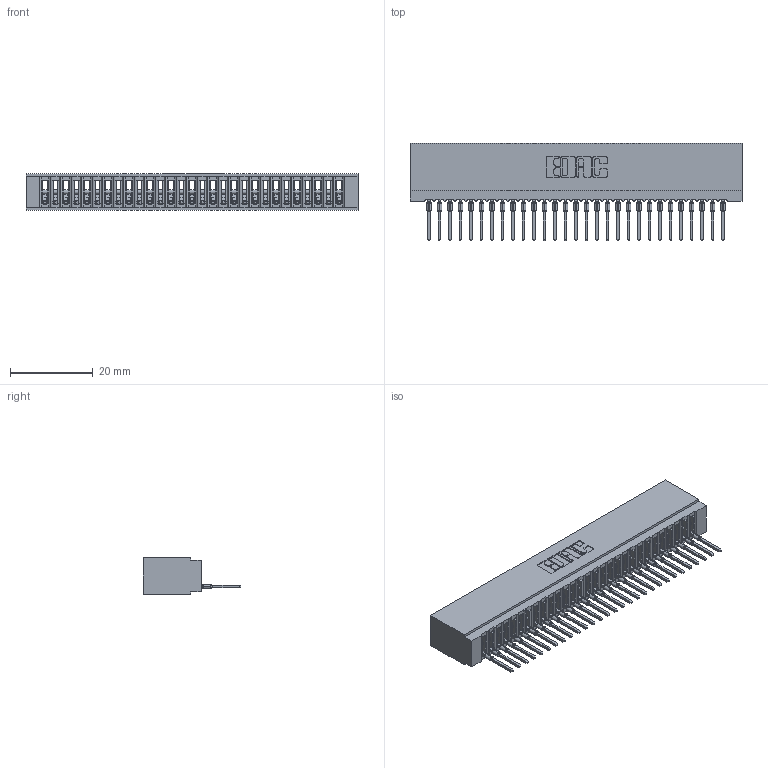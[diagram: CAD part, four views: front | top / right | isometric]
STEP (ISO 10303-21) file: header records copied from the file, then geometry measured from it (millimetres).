
FILE_DESCRIPTION (( 'STEP AP203' ), '1' );
FILE_NAME ('725-029-522-101.STEP', '2026-03-05T21:46:06', ( '' ), ( '' ), 'SwSTEP 2.0', 'SolidWorks 2023', '' );
FILE_SCHEMA (( 'CONFIG_CONTROL_DESIGN' ));
Length unit declared in the file: millimetre
Products named in the file (3): 725 Part_Insulator Option - 01; 745-292-001_522; 725-029-522-101
Assembly tree (30 placements, depth 2):
  725-029-522-101
    725 Part_Insulator Option - 01
    745-292-001_522  x29
Bounding box: 80.26 x 23.51 x 8.89 mm (x, y, z)
Volume: 6177.1 mm3; surface area: 11729.6 mm2
Topology: 30 solids, 30 shells, 3343 faces, 9186 edges, 5794 vertices
Faces by surface type: plane 1998, cylinder 591, bspline 580, torus 174
Entity records: 49633 total; most frequent: CARTESIAN_POINT 9246, ORIENTED_EDGE 8684, DIRECTION 7542, EDGE_CURVE 4342, LINE 3986, VECTOR 3986, VERTEX_POINT 2770, AXIS2_PLACEMENT_3D 1778
